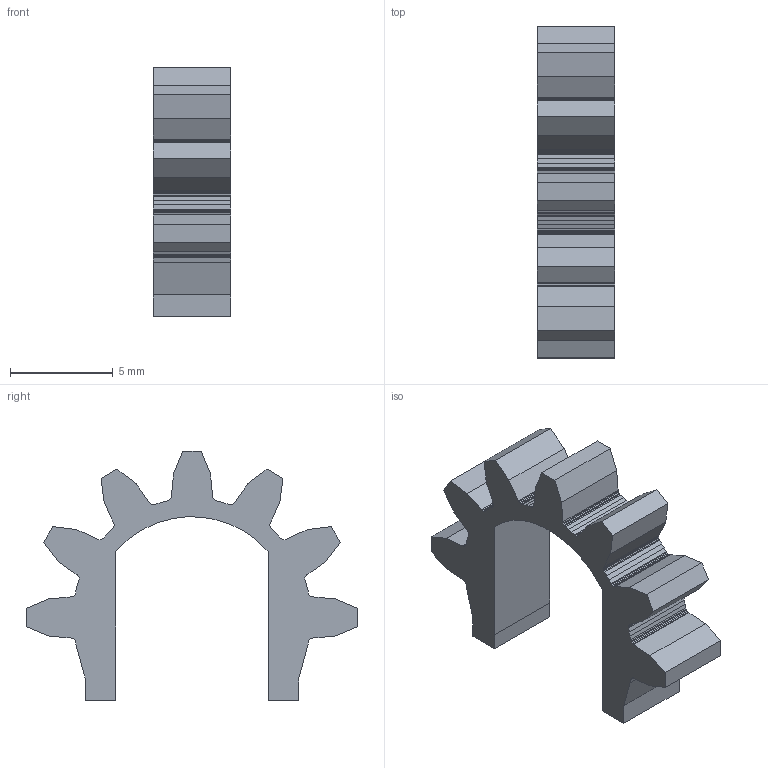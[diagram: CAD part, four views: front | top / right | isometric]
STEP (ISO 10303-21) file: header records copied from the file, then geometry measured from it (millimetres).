
FILE_DESCRIPTION(/* description */ (''),/* implementation_level */ '2;1');
FILE_NAME(/* name */ 'Bracelet_V17_3_cran',/* time_stamp */ '2020-02-17T18:20:49+01:00',/* author */ (''),/* organization */ (''),/* preprocessor_version */ 'ST-DEVELOPER v15',/* originating_system */ '',/* authorisation */ '');
FILE_SCHEMA (('AUTOMOTIVE_DESIGN_CC2'));
Length unit declared in the file: millimetre
Products named in the file (1): Document
Bounding box: 3.8 x 16.18 x 12.13 mm (x, y, z)
Volume: 233.4 mm3; surface area: 420 mm2
Topology: 1 solids, 1 shells, 140 faces, 414 edges, 276 vertices
Faces by surface type: plane 132, bspline 8
Entity records: 4080 total; most frequent: CARTESIAN_POINT 1574, ORIENTED_EDGE 828, EDGE_CURVE 414, VERTEX_POINT 276, ADVANCED_FACE 140, FACE_OUTER_BOUND 140, EDGE_LOOP 140, B_SPLINE_CURVE_WITH_KNOTS 138
